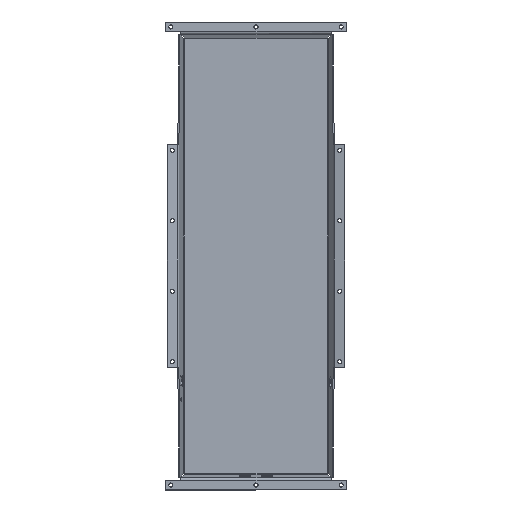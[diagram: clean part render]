
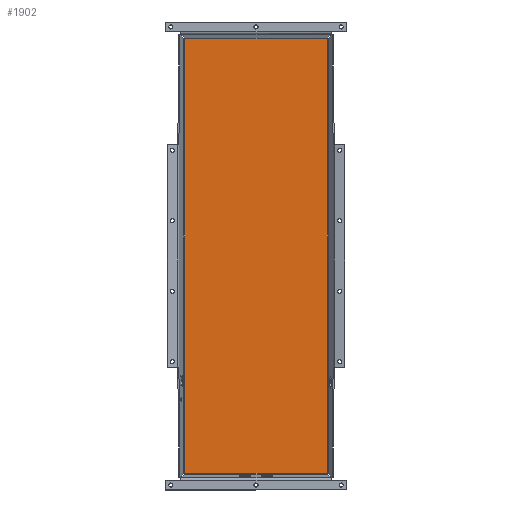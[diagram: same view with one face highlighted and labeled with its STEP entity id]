
A CAD part, top view. The second image highlights one B-rep face of the part: STEP entity #1902.
In plain terms, the highlighted planar face has unit normal (0, 0, 1).
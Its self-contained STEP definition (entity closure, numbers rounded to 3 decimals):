
#141=PLANE('',#2092);
#250=FACE_OUTER_BOUND('',#405,.T.);
#405=EDGE_LOOP('',(#1748,#1749,#1750,#1751));
#554=LINE('',#3186,#733);
#564=LINE('',#3214,#743);
#576=LINE('',#3244,#755);
#585=LINE('',#3269,#764);
#733=VECTOR('',#2516,10.);
#743=VECTOR('',#2552,10.);
#755=VECTOR('',#2588,10.);
#764=VECTOR('',#2623,10.);
#968=VERTEX_POINT('',#3171);
#969=VERTEX_POINT('',#3175);
#975=VERTEX_POINT('',#3206);
#980=VERTEX_POINT('',#3231);
#1198=EDGE_CURVE('',#969,#968,#554,.T.);
#1212=EDGE_CURVE('',#968,#975,#564,.T.);
#1228=EDGE_CURVE('',#975,#980,#576,.T.);
#1241=EDGE_CURVE('',#980,#969,#585,.T.);
#1748=ORIENTED_EDGE('',*,*,#1198,.T.);
#1749=ORIENTED_EDGE('',*,*,#1212,.T.);
#1750=ORIENTED_EDGE('',*,*,#1228,.T.);
#1751=ORIENTED_EDGE('',*,*,#1241,.T.);
#1902=ADVANCED_FACE('',(#250),#141,.T.);
#2092=AXIS2_PLACEMENT_3D('',#3270,#2624,#2625);
#2516=DIRECTION('',(0.,1.,0.));
#2552=DIRECTION('',(-1.,0.,0.));
#2588=DIRECTION('',(0.,-1.,0.));
#2623=DIRECTION('',(1.,0.,0.));
#2624=DIRECTION('center_axis',(0.,0.,1.));
#2625=DIRECTION('ref_axis',(1.,0.,0.));
#3171=CARTESIAN_POINT('',(193.741,586.941,1.5));
#3175=CARTESIAN_POINT('',(193.741,1.259,1.5));
#3186=CARTESIAN_POINT('',(193.741,147.679,1.5));
#3206=CARTESIAN_POINT('',(1.259,586.941,1.5));
#3214=CARTESIAN_POINT('',(145.621,586.941,1.5));
#3231=CARTESIAN_POINT('',(1.259,1.259,1.5));
#3244=CARTESIAN_POINT('',(1.259,440.521,1.5));
#3269=CARTESIAN_POINT('',(49.379,1.259,1.5));
#3270=CARTESIAN_POINT('Origin',(97.5,294.1,1.5));
